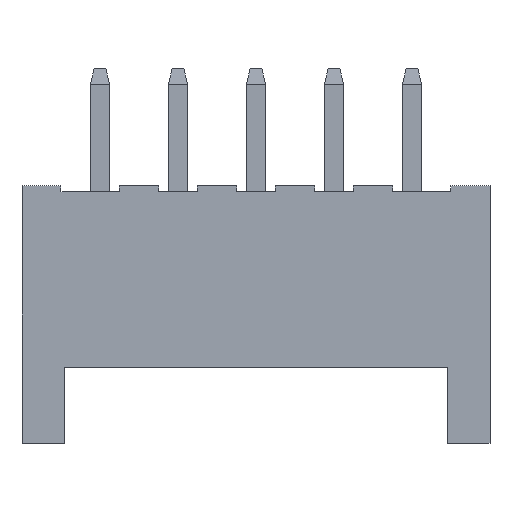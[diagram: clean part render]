
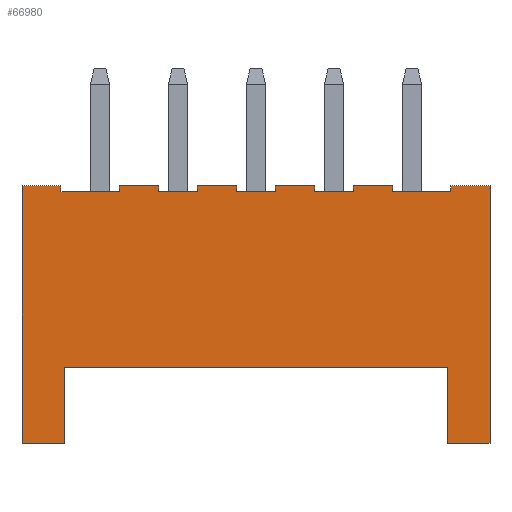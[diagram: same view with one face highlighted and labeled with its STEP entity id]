
A CAD part, front view. The second image highlights one B-rep face of the part: STEP entity #66980.
In plain terms, the highlighted planar face has unit normal (0, -1, 0).
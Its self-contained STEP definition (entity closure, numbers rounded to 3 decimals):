
#5210=CARTESIAN_POINT('',(21.278,-2.345,6.45));
#5220=VERTEX_POINT('',#5210);
#5270=CARTESIAN_POINT('',(21.278,-2.345,0.));
#5280=DIRECTION('',(0.,0.,1.));
#5290=VECTOR('',#5280,1.);
#5300=LINE('',#5270,#5290);
#5310=CARTESIAN_POINT('',(21.278,-2.345,6.6));
#5320=VERTEX_POINT('',#5310);
#5330=EDGE_CURVE('',#5220,#5320,#5300,.T.);
#17910=CARTESIAN_POINT('',(23.278,-2.345,6.45));
#17920=VERTEX_POINT('',#17910);
#17950=CARTESIAN_POINT('',(23.278,-2.345,0.));
#17960=DIRECTION('',(0.,0.,1.));
#17970=VECTOR('',#17960,1.);
#17980=LINE('',#17950,#17970);
#17990=CARTESIAN_POINT('',(23.278,-2.345,6.6));
#18000=VERTEX_POINT('',#17990);
#18010=EDGE_CURVE('',#17920,#18000,#17980,.T.);
#18460=CARTESIAN_POINT('',(24.778,-2.345,6.6));
#18470=VERTEX_POINT('',#18460);
#18520=CARTESIAN_POINT('',(24.778,-2.345,0.));
#18530=DIRECTION('',(0.,0.,-1.));
#18540=VECTOR('',#18530,1.);
#18550=LINE('',#18520,#18540);
#18560=CARTESIAN_POINT('',(24.778,-2.345,6.45));
#18570=VERTEX_POINT('',#18560);
#18580=EDGE_CURVE('',#18470,#18570,#18550,.T.);
#29150=CARTESIAN_POINT('',(15.556,-2.345,6.6));
#29160=DIRECTION('',(-1.,0.,0.));
#29170=VECTOR('',#29160,1.);
#29180=LINE('',#29150,#29170);
#29190=CARTESIAN_POINT('',(22.278,-2.345,6.6));
#29200=VERTEX_POINT('',#29190);
#29210=EDGE_CURVE('',#18000,#29200,#29180,.T.);
#29620=CARTESIAN_POINT('',(14.878,-2.345,1.95));
#29630=VERTEX_POINT('',#29620);
#29680=CARTESIAN_POINT('',(0.,-2.345,1.95));
#29690=DIRECTION('',(-1.,0.,0.));
#29700=VECTOR('',#29690,1.);
#29710=LINE('',#29680,#29700);
#29720=CARTESIAN_POINT('',(24.678,-2.345,1.95));
#29730=VERTEX_POINT('',#29720);
#29740=EDGE_CURVE('',#29730,#29630,#29710,.T.);
#33530=CARTESIAN_POINT('',(20.278,-2.345,6.6));
#33540=VERTEX_POINT('',#33530);
#33660=EDGE_CURVE('',#5320,#33540,#29180,.T.);
#33760=CARTESIAN_POINT('',(18.278,-2.345,0.));
#33770=DIRECTION('',(0.,0.,-1.));
#33780=VECTOR('',#33770,1.);
#33790=LINE('',#33760,#33780);
#33800=CARTESIAN_POINT('',(18.278,-2.345,6.6));
#33810=VERTEX_POINT('',#33800);
#33820=CARTESIAN_POINT('',(18.278,-2.345,6.45));
#33830=VERTEX_POINT('',#33820);
#33840=EDGE_CURVE('',#33810,#33830,#33790,.T.);
#34290=CARTESIAN_POINT('',(20.278,-2.345,0.));
#34300=DIRECTION('',(0.,0.,-1.));
#34310=VECTOR('',#34300,1.);
#34320=LINE('',#34290,#34310);
#34330=CARTESIAN_POINT('',(20.278,-2.345,6.45));
#34340=VERTEX_POINT('',#34330);
#34350=EDGE_CURVE('',#33540,#34340,#34320,.T.);
#38300=CARTESIAN_POINT('',(16.278,-2.345,6.45));
#38310=VERTEX_POINT('',#38300);
#38360=CARTESIAN_POINT('',(24.,-2.345,6.45));
#38370=DIRECTION('',(1.,0.,0.));
#38380=VECTOR('',#38370,1.);
#38390=LINE('',#38360,#38380);
#38400=CARTESIAN_POINT('',(14.778,-2.345,6.45));
#38410=VERTEX_POINT('',#38400);
#38420=EDGE_CURVE('',#38410,#38310,#38390,.T.);
#38900=CARTESIAN_POINT('',(15.556,-2.345,6.45));
#38910=DIRECTION('',(-1.,0.,0.));
#38920=VECTOR('',#38910,1.);
#38930=LINE('',#38900,#38920);
#38940=EDGE_CURVE('',#18570,#17920,#38930,.T.);
#39020=CARTESIAN_POINT('',(22.278,-2.345,6.45));
#39030=VERTEX_POINT('',#39020);
#39060=CARTESIAN_POINT('',(15.556,-2.345,6.45));
#39070=DIRECTION('',(-1.,0.,0.));
#39080=VECTOR('',#39070,1.);
#39090=LINE('',#39060,#39080);
#39100=EDGE_CURVE('',#39030,#5220,#39090,.T.);
#39200=CARTESIAN_POINT('',(15.556,-2.345,6.45));
#39210=DIRECTION('',(-1.,0.,0.));
#39220=VECTOR('',#39210,1.);
#39230=LINE('',#39200,#39220);
#39240=CARTESIAN_POINT('',(19.278,-2.345,6.45));
#39250=VERTEX_POINT('',#39240);
#39260=EDGE_CURVE('',#34340,#39250,#39230,.T.);
#39390=CARTESIAN_POINT('',(15.556,-2.345,6.45));
#39400=DIRECTION('',(-1.,0.,0.));
#39410=VECTOR('',#39400,1.);
#39420=LINE('',#39390,#39410);
#39430=CARTESIAN_POINT('',(17.278,-2.345,6.45));
#39440=VERTEX_POINT('',#39430);
#39450=EDGE_CURVE('',#33830,#39440,#39420,.T.);
#45810=CARTESIAN_POINT('',(17.278,-2.345,0.));
#45820=DIRECTION('',(0.,0.,1.));
#45830=VECTOR('',#45820,1.);
#45840=LINE('',#45810,#45830);
#45850=CARTESIAN_POINT('',(17.278,-2.345,6.6));
#45860=VERTEX_POINT('',#45850);
#45870=EDGE_CURVE('',#39440,#45860,#45840,.T.);
#50180=CARTESIAN_POINT('',(24.678,-2.345,0.));
#50190=VERTEX_POINT('',#50180);
#50220=CARTESIAN_POINT('',(24.678,-2.345,0.));
#50230=DIRECTION('',(1.,0.,0.));
#50240=VECTOR('',#50230,1.);
#50250=LINE('',#50220,#50240);
#50260=CARTESIAN_POINT('',(25.778,-2.345,0.));
#50270=VERTEX_POINT('',#50260);
#50280=EDGE_CURVE('',#50190,#50270,#50250,.T.);
#52070=CARTESIAN_POINT('',(24.678,-2.345,0.));
#52080=DIRECTION('',(0.,0.,1.));
#52090=VECTOR('',#52080,1.);
#52100=LINE('',#52070,#52090);
#52110=EDGE_CURVE('',#50190,#29730,#52100,.T.);
#52330=CARTESIAN_POINT('',(25.778,-2.345,6.6));
#52340=VERTEX_POINT('',#52330);
#52650=CARTESIAN_POINT('',(25.778,-2.345,0.));
#52660=DIRECTION('',(0.,0.,-1.));
#52670=VECTOR('',#52660,1.);
#52680=LINE('',#52650,#52670);
#52690=EDGE_CURVE('',#52340,#50270,#52680,.T.);
#53680=CARTESIAN_POINT('',(19.278,-2.345,6.6));
#53690=VERTEX_POINT('',#53680);
#53720=EDGE_CURVE('',#53690,#33810,#29180,.T.);
#54720=CARTESIAN_POINT('',(19.278,-2.345,0.));
#54730=DIRECTION('',(0.,0.,1.));
#54740=VECTOR('',#54730,1.);
#54750=LINE('',#54720,#54740);
#54760=EDGE_CURVE('',#39250,#53690,#54750,.T.);
#55150=EDGE_CURVE('',#52340,#18470,#29180,.T.);
#55440=CARTESIAN_POINT('',(22.278,-2.345,0.));
#55450=DIRECTION('',(0.,0.,-1.));
#55460=VECTOR('',#55450,1.);
#55470=LINE('',#55440,#55460);
#55480=EDGE_CURVE('',#29200,#39030,#55470,.T.);
#56990=CARTESIAN_POINT('',(14.778,-2.345,0.));
#57000=DIRECTION('',(0.,0.,-1.));
#57010=VECTOR('',#57000,1.);
#57020=LINE('',#56990,#57010);
#57030=CARTESIAN_POINT('',(14.778,-2.345,6.6));
#57040=VERTEX_POINT('',#57030);
#57050=EDGE_CURVE('',#57040,#38410,#57020,.T.);
#57160=CARTESIAN_POINT('',(24.,-2.345,6.6));
#57170=DIRECTION('',(1.,0.,0.));
#57180=VECTOR('',#57170,1.);
#57190=LINE('',#57160,#57180);
#57200=CARTESIAN_POINT('',(13.778,-2.345,6.6));
#57210=VERTEX_POINT('',#57200);
#57220=EDGE_CURVE('',#57210,#57040,#57190,.T.);
#57840=CARTESIAN_POINT('',(13.778,-2.345,0.));
#57850=VERTEX_POINT('',#57840);
#57880=CARTESIAN_POINT('',(14.878,-2.345,0.));
#57890=DIRECTION('',(-1.,0.,0.));
#57900=VECTOR('',#57890,1.);
#57910=LINE('',#57880,#57900);
#57920=CARTESIAN_POINT('',(14.878,-2.345,0.));
#57930=VERTEX_POINT('',#57920);
#57940=EDGE_CURVE('',#57930,#57850,#57910,.T.);
#58280=CARTESIAN_POINT('',(14.878,-2.345,0.));
#58290=DIRECTION('',(0.,0.,1.));
#58300=VECTOR('',#58290,1.);
#58310=LINE('',#58280,#58300);
#58320=EDGE_CURVE('',#57930,#29630,#58310,.T.);
#64710=CARTESIAN_POINT('',(13.778,-2.345,0.));
#64720=DIRECTION('',(0.,0.,-1.));
#64730=VECTOR('',#64720,1.);
#64740=LINE('',#64710,#64730);
#64750=EDGE_CURVE('',#57210,#57850,#64740,.T.);
#66450=CARTESIAN_POINT('',(16.278,-2.345,6.6));
#66460=VERTEX_POINT('',#66450);
#66470=EDGE_CURVE('',#45860,#66460,#29180,.T.);
#66580=CARTESIAN_POINT('',(14.385,-2.345,0.527))
;
#66590=DIRECTION('',(0.,-1.,0.));
#66600=DIRECTION('',(1.,0.,0.));
#66610=AXIS2_PLACEMENT_3D('',#66580,#66590,#66600);
#66620=PLANE('',#66610);
#66630=ORIENTED_EDGE('',*,*,#64750,.T.);
#66640=ORIENTED_EDGE('',*,*,#57220,.F.);
#66650=ORIENTED_EDGE('',*,*,#57050,.F.);
#66660=ORIENTED_EDGE('',*,*,#38420,.F.);
#66670=CARTESIAN_POINT('',(16.278,-2.345,0.));
#66680=DIRECTION('',(0.,0.,1.));
#66690=VECTOR('',#66680,1.);
#66700=LINE('',#66670,#66690);
#66710=EDGE_CURVE('',#38310,#66460,#66700,.T.);
#66720=ORIENTED_EDGE('',*,*,#66710,.F.);
#66730=ORIENTED_EDGE('',*,*,#66470,.T.);
#66740=ORIENTED_EDGE('',*,*,#45870,.T.);
#66750=ORIENTED_EDGE('',*,*,#39450,.T.);
#66760=ORIENTED_EDGE('',*,*,#33840,.T.);
#66770=ORIENTED_EDGE('',*,*,#53720,.T.);
#66780=ORIENTED_EDGE('',*,*,#54760,.T.);
#66790=ORIENTED_EDGE('',*,*,#39260,.T.);
#66800=ORIENTED_EDGE('',*,*,#34350,.T.);
#66810=ORIENTED_EDGE('',*,*,#33660,.T.);
#66820=ORIENTED_EDGE('',*,*,#5330,.T.);
#66830=ORIENTED_EDGE('',*,*,#39100,.T.);
#66840=ORIENTED_EDGE('',*,*,#55480,.T.);
#66850=ORIENTED_EDGE('',*,*,#29210,.T.);
#66860=ORIENTED_EDGE('',*,*,#18010,.T.);
#66870=ORIENTED_EDGE('',*,*,#38940,.T.);
#66880=ORIENTED_EDGE('',*,*,#18580,.T.);
#66890=ORIENTED_EDGE('',*,*,#55150,.T.);
#66900=ORIENTED_EDGE('',*,*,#52690,.F.);
#66910=ORIENTED_EDGE('',*,*,#50280,.T.);
#66920=ORIENTED_EDGE('',*,*,#52110,.F.);
#66930=ORIENTED_EDGE('',*,*,#29740,.F.);
#66940=ORIENTED_EDGE('',*,*,#58320,.T.);
#66950=ORIENTED_EDGE('',*,*,#57940,.F.);
#66960=EDGE_LOOP('',(#66950,#66940,#66930,#66920,#66910,#66900,#66890,
#66880,#66870,#66860,#66850,#66840,#66830,#66820,#66810,#66800,#66790,
#66780,#66770,#66760,#66750,#66740,#66730,#66720,#66660,#66650,#66640,
#66630));
#66970=FACE_OUTER_BOUND('',#66960,.T.);
#66980=ADVANCED_FACE('',(#66970),#66620,.T.);
